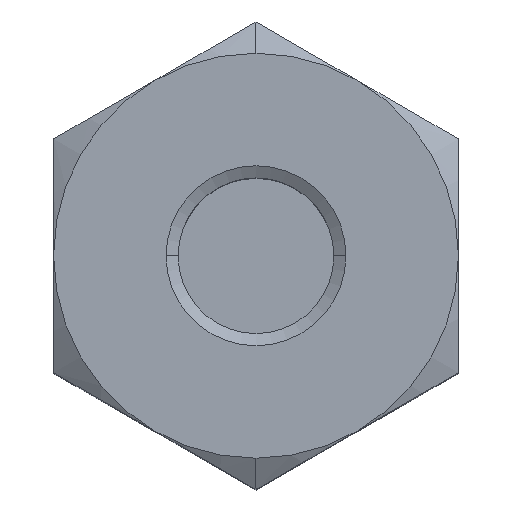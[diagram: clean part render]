
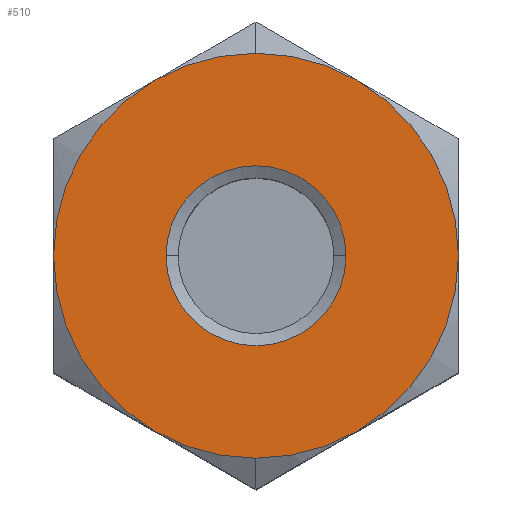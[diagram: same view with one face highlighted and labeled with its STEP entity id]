
A CAD part, top view. The second image highlights one B-rep face of the part: STEP entity #510.
In plain terms, the highlighted planar face has unit normal (0, 0, 1).
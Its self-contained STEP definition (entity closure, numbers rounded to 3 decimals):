
#510=ADVANCED_FACE('',(#1464,#1465),#1466,.T.);
#516=VERTEX_POINT('',#1472);
#654=VERTEX_POINT('',#1627);
#726=EDGE_CURVE('',#742,#1284,#1705,.T.);
#742=VERTEX_POINT('',#1722);
#798=EDGE_CURVE('',#1170,#742,#1782,.T.);
#858=EDGE_CURVE('',#864,#654,#1852,.T.);
#864=VERTEX_POINT('',#1858);
#884=VERTEX_POINT('',#1880);
#892=EDGE_CURVE('',#1226,#884,#1889,.T.);
#894=EDGE_CURVE('',#1284,#516,#1891,.T.);
#934=EDGE_CURVE('',#654,#1224,#1937,.T.);
#964=EDGE_CURVE('',#1152,#1170,#1973,.T.);
#1138=EDGE_CURVE('',#516,#864,#2164,.T.);
#1152=VERTEX_POINT('',#2179);
#1170=VERTEX_POINT('',#2197);
#1224=VERTEX_POINT('',#2260);
#1226=VERTEX_POINT('',#2262);
#1284=VERTEX_POINT('',#2328);
#1428=EDGE_CURVE('',#884,#1226,#2489,.T.);
#1436=EDGE_CURVE('',#1224,#1152,#2498,.T.);
#1464=FACE_BOUND('',#2520,.T.);
#1465=FACE_OUTER_BOUND('',#2521,.T.);
#1466=PLANE('',#2522);
#1472=CARTESIAN_POINT('',(-9.,-15.588,0.));
#1627=CARTESIAN_POINT('',(-9.,15.588,0.));
#1705=CIRCLE('',#2999,18.0);
#1722=CARTESIAN_POINT('',(9.,-15.588,0.));
#1782=CIRCLE('',#3169,18.0);
#1852=CIRCLE('',#3304,18.0);
#1858=CARTESIAN_POINT('',(-18.0,0.,0.));
#1880=CARTESIAN_POINT('',(8.,0.,0.));
#1889=CIRCLE('',#3368,8.);
#1891=CIRCLE('',#3371,18.0);
#1937=CIRCLE('',#3449,18.0);
#1973=CIRCLE('',#3492,18.0);
#2164=CIRCLE('',#3875,18.0);
#2179=CARTESIAN_POINT('',(9.,15.588,0.));
#2197=CARTESIAN_POINT('',(18.0,0.,0.));
#2260=CARTESIAN_POINT('',(0.,18.0,0.));
#2262=CARTESIAN_POINT('',(-8.,0.,0.));
#2328=CARTESIAN_POINT('',(0.,-18.0,0.));
#2489=CIRCLE('',#4497,8.);
#2498=CIRCLE('',#4510,18.0);
#2520=EDGE_LOOP('',(#4516,#4517));
#2521=EDGE_LOOP('',(#4518,#4519,#4520,#4521,#4522,#4523,#4524,#4525));
#2522=AXIS2_PLACEMENT_3D('',#4526,#4527,#4528);
#2999=AXIS2_PLACEMENT_3D('',#4769,#4770,#4771);
#3169=AXIS2_PLACEMENT_3D('',#4830,#4831,#4832);
#3304=AXIS2_PLACEMENT_3D('',#4925,#4926,#4927);
#3368=AXIS2_PLACEMENT_3D('',#4961,#4962,#4963);
#3371=AXIS2_PLACEMENT_3D('',#4964,#4965,#4966);
#3449=AXIS2_PLACEMENT_3D('',#5030,#5031,#5032);
#3492=AXIS2_PLACEMENT_3D('',#5087,#5088,#5089);
#3875=AXIS2_PLACEMENT_3D('',#5287,#5288,#5289);
#4497=AXIS2_PLACEMENT_3D('',#5681,#5682,#5683);
#4510=AXIS2_PLACEMENT_3D('',#5695,#5696,#5697);
#4516=ORIENTED_EDGE('',*,*,#892,.T.);
#4517=ORIENTED_EDGE('',*,*,#1428,.T.);
#4518=ORIENTED_EDGE('',*,*,#934,.F.);
#4519=ORIENTED_EDGE('',*,*,#858,.F.);
#4520=ORIENTED_EDGE('',*,*,#1138,.F.);
#4521=ORIENTED_EDGE('',*,*,#894,.F.);
#4522=ORIENTED_EDGE('',*,*,#726,.F.);
#4523=ORIENTED_EDGE('',*,*,#798,.F.);
#4524=ORIENTED_EDGE('',*,*,#964,.F.);
#4525=ORIENTED_EDGE('',*,*,#1436,.F.);
#4526=CARTESIAN_POINT('',(0.,12.46,0.));
#4527=DIRECTION('',(0.,0.,1.0));
#4528=DIRECTION('',(0.,1.0,0.));
#4769=CARTESIAN_POINT('',(0.,0.,0.));
#4770=DIRECTION('',(0.,0.,-1.0));
#4771=DIRECTION('',(0.,1.0,0.));
#4830=CARTESIAN_POINT('',(0.,0.,0.));
#4831=DIRECTION('',(0.,0.,-1.0));
#4832=DIRECTION('',(0.,1.0,0.));
#4925=CARTESIAN_POINT('',(0.,0.,0.));
#4926=DIRECTION('',(0.,0.,-1.0));
#4927=DIRECTION('',(0.,1.0,0.));
#4961=CARTESIAN_POINT('',(0.,0.,0.));
#4962=DIRECTION('',(0.,0.,-1.0));
#4963=DIRECTION('',(-1.0,0.,0.));
#4964=CARTESIAN_POINT('',(0.,0.,0.));
#4965=DIRECTION('',(0.,0.,-1.0));
#4966=DIRECTION('',(0.,1.0,0.));
#5030=CARTESIAN_POINT('',(0.,0.,0.));
#5031=DIRECTION('',(0.,0.,-1.0));
#5032=DIRECTION('',(0.,1.0,0.));
#5087=CARTESIAN_POINT('',(0.,0.,0.));
#5088=DIRECTION('',(0.,0.,-1.0));
#5089=DIRECTION('',(0.,1.0,0.));
#5287=CARTESIAN_POINT('',(0.,0.,0.));
#5288=DIRECTION('',(0.,0.,-1.0));
#5289=DIRECTION('',(0.,1.0,0.));
#5681=CARTESIAN_POINT('',(0.,0.,0.));
#5682=DIRECTION('',(0.,0.,-1.0));
#5683=DIRECTION('',(-1.0,0.,0.));
#5695=CARTESIAN_POINT('',(0.,0.,0.));
#5696=DIRECTION('',(0.,0.,-1.0));
#5697=DIRECTION('',(0.,1.0,0.));
